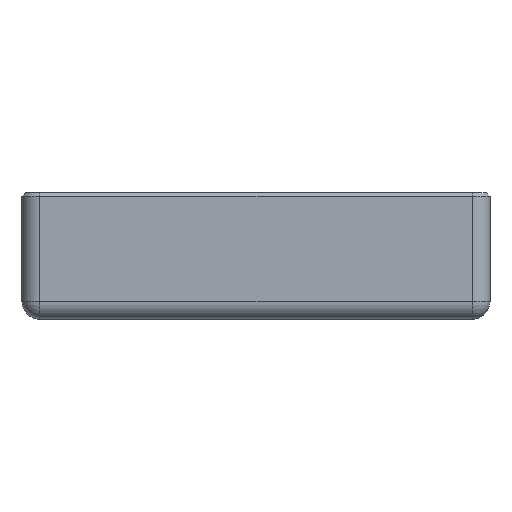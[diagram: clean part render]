
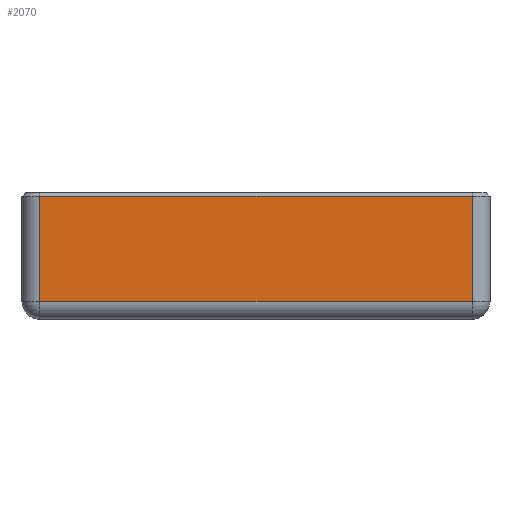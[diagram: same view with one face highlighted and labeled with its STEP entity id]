
A CAD part, left-side view. The second image highlights one B-rep face of the part: STEP entity #2070.
In plain terms, the highlighted planar face has unit normal (-1, 0, 0).
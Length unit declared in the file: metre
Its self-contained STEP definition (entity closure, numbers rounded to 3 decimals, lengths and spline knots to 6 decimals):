
#2070 = ADVANCED_FACE( '', ( #4421 ), #4422, .T. );
#4421 = FACE_OUTER_BOUND( '', #7299, .T. );
#4422 = PLANE( '', #7300 );
#7299 = EDGE_LOOP( '', ( #14070, #14071, #14072, #14073 ) );
#7300 = AXIS2_PLACEMENT_3D( '', #14074, #14075, #14076 );
#14070 = ORIENTED_EDGE( '', *, *, #18168, .T. );
#14071 = ORIENTED_EDGE( '', *, *, #18950, .T. );
#14072 = ORIENTED_EDGE( '', *, *, #16683, .T. );
#14073 = ORIENTED_EDGE( '', *, *, #18859, .T. );
#14074 = CARTESIAN_POINT( '', ( -0.0775, 0.03225, 0.112002 ) );
#14075 = DIRECTION( '', ( -1., 0., 0. ) );
#14076 = DIRECTION( '', ( 0., -1., 0. ) );
#16683 = EDGE_CURVE( '', #19933, #19934, #19935, .T. );
#18168 = EDGE_CURVE( '', #21329, #20986, #22321, .F. );
#18859 = EDGE_CURVE( '', #19934, #21329, #23221, .F. );
#18950 = EDGE_CURVE( '', #20986, #19933, #23324, .T. );
#19933 = VERTEX_POINT( '', #24686 );
#19934 = VERTEX_POINT( '', #24687 );
#19935 = LINE( '', #24688, #24689 );
#20986 = VERTEX_POINT( '', #26356 );
#21329 = VERTEX_POINT( '', #26933 );
#22321 = LINE( '', #28600, #28601 );
#23221 = LINE( '', #30206, #30207 );
#23324 = LINE( '', #30378, #30379 );
#24686 = CARTESIAN_POINT( '', ( -0.0775, 0.081, 0.1112 ) );
#24687 = CARTESIAN_POINT( '', ( -0.0775, 0.081, 0.0875 ) );
#24688 = CARTESIAN_POINT( '', ( -0.0775, 0.081, 0.0835 ) );
#24689 = VECTOR( '', #31317, 1. );
#26356 = CARTESIAN_POINT( '', ( -0.0775, -0.0165, 0.1112 ) );
#26933 = CARTESIAN_POINT( '', ( -0.0775, -0.0165, 0.0875 ) );
#28600 = CARTESIAN_POINT( '', ( -0.0775, -0.0165, 0.112002 ) );
#28601 = VECTOR( '', #32409, 1. );
#30206 = CARTESIAN_POINT( '', ( -0.0775, 0.03225, 0.0875 ) );
#30207 = VECTOR( '', #32792, 1. );
#30378 = CARTESIAN_POINT( '', ( -0.0775, 0.03225, 0.1112 ) );
#30379 = VECTOR( '', #32839, 1. );
#31317 = DIRECTION( '', ( 0., 0., -1. ) );
#32409 = DIRECTION( '', ( 0., 0., -1. ) );
#32792 = DIRECTION( '', ( 0., 1., 0. ) );
#32839 = DIRECTION( '', ( 0., 1., 0. ) );
